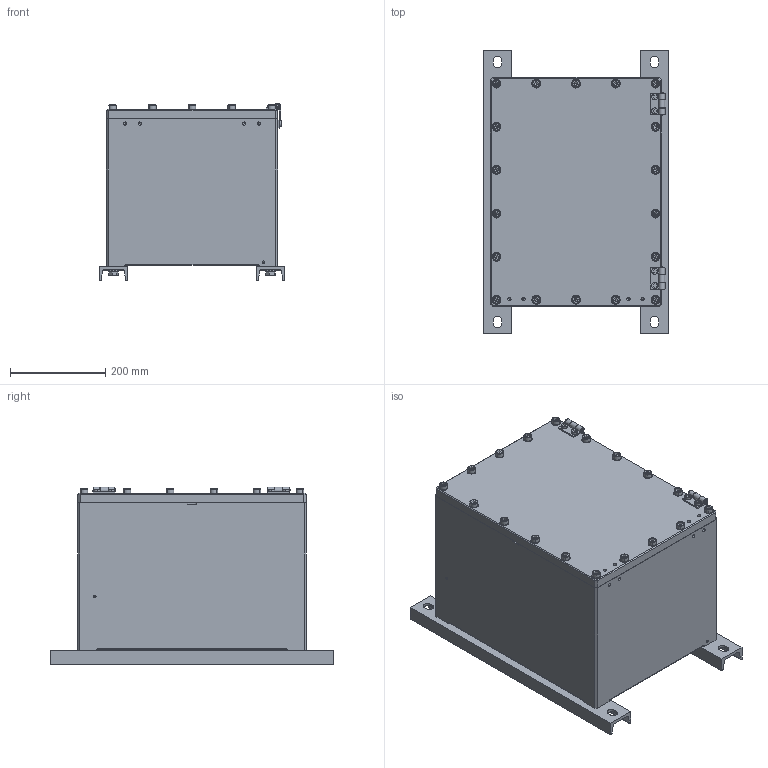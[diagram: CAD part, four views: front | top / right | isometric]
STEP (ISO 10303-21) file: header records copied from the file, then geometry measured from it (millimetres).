
FILE_DESCRIPTION (( 'STEP AP203' ), '1' );
FILE_NAME ('8264-_325-3_10.STEP', '2013-07-24T13:28:02', ( 'Admin' ), ( 'R. STAHL AG' ), 'SwSTEP 2.0', 'SolidWorks 2013', '' );
FILE_SCHEMA (( 'CONFIG_CONTROL_DESIGN' ));
Length unit declared in the file: millimetre
Products named in the file (16): 506_228_0; 82_640_01_26_0_Teil_3; 502_077_0; 82_640_01_26_0; 502_606_0_Vereinfacht M10 x 30; 500_663_0_M 8 x 16; 506_712_0; 8264-_325-3_10; 506_761_0; 500_635_0_Vereinfacht; 82_649_14_04_6_8264944043; U60x30x596_U60x30x596; 82_649_64_05_3_82_649_93_05_3 unverlierbare Schraube ; 82_640_01_26_0_Teil_1; 82_649_02_55_0_NEC; 82_640_01_26_0_Teil_2
Assembly tree (56 placements, depth 3):
  8264-_325-3_10
    82_649_14_04_6_8264944043
    82_649_64_05_3_82_649_93_05_3 unverlierbare Schraube 
    82_649_02_55_0_NEC
    506_228_0  x4
    502_077_0  x4
    502_606_0_Vereinfacht M10 x 30  x18
    506_712_0  x4
    506_761_0  x4
    500_635_0_Vereinfacht  x4
    U60x30x596_U60x30x596  x2
    82_640_01_26_0  x2
      82_640_01_26_0_Teil_1
      82_640_01_26_0_Teil_2
      82_640_01_26_0_Teil_3
    500_663_0_M 8 x 16  x8
Bounding box: 390 x 596 x 372.5 mm (x, y, z)
Volume: 17015575.8 mm3; surface area: 2441579.2 mm2
Topology: 57 solids, 57 shells, 3201 faces, 7421 edges, 4296 vertices
Faces by surface type: cylinder 1167, plane 942, bspline 496, torus 304, cone 232, sphere 60
Entity records: 81396 total; most frequent: CARTESIAN_POINT 31081, ORIENTED_EDGE 10332, DIRECTION 9648, EDGE_CURVE 5166, AXIS2_PLACEMENT_3D 3792, VERTEX_POINT 3049, EDGE_LOOP 2437, FACE_OUTER_BOUND 2260
